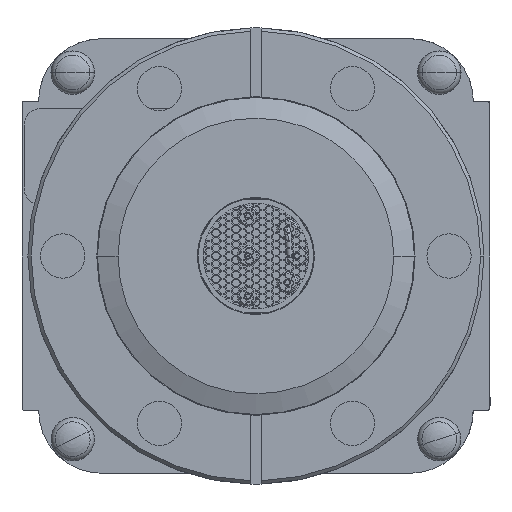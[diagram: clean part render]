
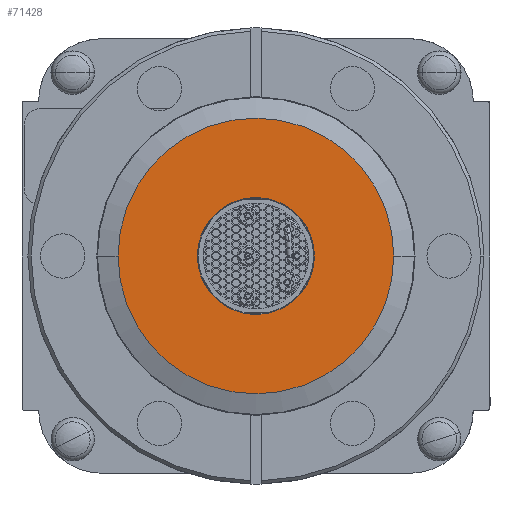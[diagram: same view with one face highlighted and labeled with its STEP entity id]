
A CAD part, front view. The second image highlights one B-rep face of the part: STEP entity #71428.
In plain terms, the highlighted planar face has unit normal (0, -1, 0).
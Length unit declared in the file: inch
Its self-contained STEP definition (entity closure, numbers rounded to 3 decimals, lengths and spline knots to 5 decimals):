
#2422 = AXIS2_PLACEMENT_3D ( 'NONE', #52052, #6517, #59667 ) ;
#6179 = AXIS2_PLACEMENT_3D ( 'NONE', #86066, #40678, #93689 ) ;
#6517 = DIRECTION ( 'NONE',  ( 0., 1., 0. ) ) ;
#9124 = CARTESIAN_POINT ( 'NONE',  ( 0., 0.025, -0.35 ) ) ;
#10544 = FACE_OUTER_BOUND ( 'NONE', #64106, .T. ) ;
#10594 = AXIS2_PLACEMENT_3D ( 'NONE', #9124, #24468, #77545 ) ;
#15834 = CARTESIAN_POINT ( 'NONE',  ( 0., 0.025, 0.825 ) ) ;
#18663 = EDGE_CURVE ( 'NONE', #65121, #83776, #34751, .T. ) ;
#24468 = DIRECTION ( 'NONE',  ( 0., 1., 0. ) ) ;
#24755 = DIRECTION ( 'NONE',  ( 0., 1., 0. ) ) ;
#26054 = FACE_BOUND ( 'NONE', #88012, .T. ) ;
#29845 = ORIENTED_EDGE ( 'NONE', *, *, #52860, .F. ) ;
#30562 = CIRCLE ( 'NONE', #6179, 0.825 ) ;
#34751 = CIRCLE ( 'NONE', #2422, 0.825 ) ;
#36564 = ORIENTED_EDGE ( 'NONE', *, *, #18663, .F. ) ;
#39489 = CARTESIAN_POINT ( 'NONE',  ( 0., 0.025, 0. ) ) ;
#40678 = DIRECTION ( 'NONE',  ( 0., 1., 0. ) ) ;
#40716 = CIRCLE ( 'NONE', #68417, 0.35 ) ;
#46160 = VERTEX_POINT ( 'NONE', #80081 ) ;
#47160 = DIRECTION ( 'NONE',  ( 0., 0., 1. ) ) ;
#49785 = AXIS2_PLACEMENT_3D ( 'NONE', #70162, #24755, #77829 ) ;
#52052 = CARTESIAN_POINT ( 'NONE',  ( 0., 0.025, 0. ) ) ;
#52860 = EDGE_CURVE ( 'NONE', #83776, #65121, #30562, .T. ) ;
#55624 = CIRCLE ( 'NONE', #49785, 0.35 ) ;
#56745 = VERTEX_POINT ( 'NONE', #76701 ) ;
#59667 = DIRECTION ( 'NONE',  ( 0., 0., 1. ) ) ;
#61948 = PLANE ( 'NONE',  #10594 ) ;
#63588 = ORIENTED_EDGE ( 'NONE', *, *, #85654, .T. ) ;
#64106 = EDGE_LOOP ( 'NONE', ( #29845, #36564 ) ) ;
#65121 = VERTEX_POINT ( 'NONE', #72577 ) ;
#68417 = AXIS2_PLACEMENT_3D ( 'NONE', #39489, #92531, #47160 ) ;
#70162 = CARTESIAN_POINT ( 'NONE',  ( 0., 0.025, 0. ) ) ;
#71428 = ADVANCED_FACE ( 'NONE', ( #10544, #26054 ), #61948, .F. ) ;
#72577 = CARTESIAN_POINT ( 'NONE',  ( 0., 0.025, -0.825 ) ) ;
#76701 = CARTESIAN_POINT ( 'NONE',  ( 0., 0.025, 0.35 ) ) ;
#77545 = DIRECTION ( 'NONE',  ( 0., 0., 1. ) ) ;
#77829 = DIRECTION ( 'NONE',  ( 0., 0., 1. ) ) ;
#78634 = EDGE_CURVE ( 'NONE', #46160, #56745, #40716, .T. ) ;
#80081 = CARTESIAN_POINT ( 'NONE',  ( 0., 0.025, -0.35 ) ) ;
#83776 = VERTEX_POINT ( 'NONE', #15834 ) ;
#85654 = EDGE_CURVE ( 'NONE', #56745, #46160, #55624, .T. ) ;
#86066 = CARTESIAN_POINT ( 'NONE',  ( 0., 0.025, 0. ) ) ;
#87720 = ORIENTED_EDGE ( 'NONE', *, *, #78634, .T. ) ;
#88012 = EDGE_LOOP ( 'NONE', ( #63588, #87720 ) ) ;
#92531 = DIRECTION ( 'NONE',  ( 0., 1., 0. ) ) ;
#93689 = DIRECTION ( 'NONE',  ( 0., 0., 1. ) ) ;
